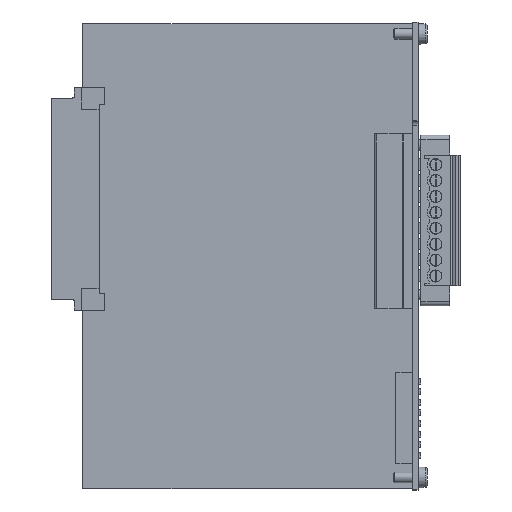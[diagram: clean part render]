
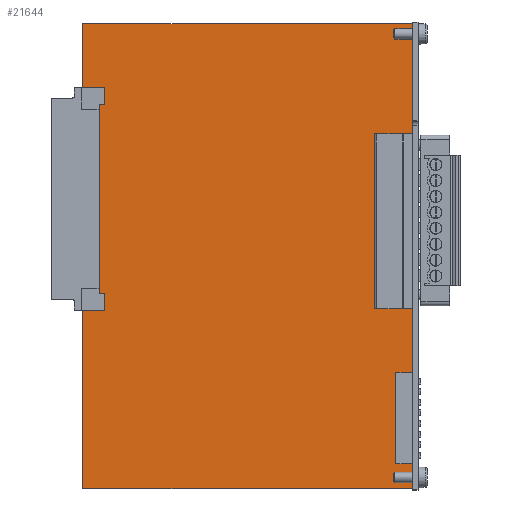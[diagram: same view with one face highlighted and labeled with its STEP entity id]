
A CAD part, top view. The second image highlights one B-rep face of the part: STEP entity #21644.
In plain terms, the highlighted planar face has unit normal (0, 0, 1).
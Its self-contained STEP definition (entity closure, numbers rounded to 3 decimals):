
#320=LINE('',#28298,#2159);
#321=LINE('',#28301,#2160);
#322=LINE('',#28303,#2161);
#323=LINE('',#28305,#2162);
#324=LINE('',#28307,#2163);
#325=LINE('',#28309,#2164);
#326=LINE('',#28311,#2165);
#327=LINE('',#28313,#2166);
#328=LINE('',#28315,#2167);
#329=LINE('',#28317,#2168);
#330=LINE('',#28319,#2169);
#331=LINE('',#28321,#2170);
#332=LINE('',#28323,#2171);
#333=LINE('',#28325,#2172);
#334=LINE('',#28327,#2173);
#335=LINE('',#28329,#2174);
#2159=VECTOR('',#23907,1000.);
#2160=VECTOR('',#23908,1000.);
#2161=VECTOR('',#23909,1000.);
#2162=VECTOR('',#23910,1000.);
#2163=VECTOR('',#23911,1000.);
#2164=VECTOR('',#23912,1000.);
#2165=VECTOR('',#23913,1000.);
#2166=VECTOR('',#23914,1000.);
#2167=VECTOR('',#23915,1000.);
#2168=VECTOR('',#23916,1000.);
#2169=VECTOR('',#23917,1000.);
#2170=VECTOR('',#23918,1000.);
#2171=VECTOR('',#23919,1000.);
#2172=VECTOR('',#23920,1000.);
#2173=VECTOR('',#23921,1000.);
#2174=VECTOR('',#23922,1000.);
#4013=ORIENTED_EDGE('',*,*,#8435,.F.);
#4014=ORIENTED_EDGE('',*,*,#8436,.T.);
#4015=ORIENTED_EDGE('',*,*,#8437,.T.);
#4016=ORIENTED_EDGE('',*,*,#8438,.T.);
#4017=ORIENTED_EDGE('',*,*,#8439,.F.);
#4018=ORIENTED_EDGE('',*,*,#8440,.T.);
#4019=ORIENTED_EDGE('',*,*,#8441,.T.);
#4020=ORIENTED_EDGE('',*,*,#8442,.T.);
#4021=ORIENTED_EDGE('',*,*,#8443,.F.);
#4022=ORIENTED_EDGE('',*,*,#8444,.F.);
#4023=ORIENTED_EDGE('',*,*,#8445,.F.);
#4024=ORIENTED_EDGE('',*,*,#8446,.T.);
#4025=ORIENTED_EDGE('',*,*,#8447,.T.);
#4026=ORIENTED_EDGE('',*,*,#8448,.T.);
#4027=ORIENTED_EDGE('',*,*,#8449,.T.);
#4028=ORIENTED_EDGE('',*,*,#8450,.F.);
#8435=EDGE_CURVE('',#10646,#10647,#320,.T.);
#8436=EDGE_CURVE('',#10646,#10648,#321,.T.);
#8437=EDGE_CURVE('',#10648,#10649,#322,.T.);
#8438=EDGE_CURVE('',#10649,#10650,#323,.T.);
#8439=EDGE_CURVE('',#10651,#10650,#324,.T.);
#8440=EDGE_CURVE('',#10651,#10652,#325,.T.);
#8441=EDGE_CURVE('',#10652,#10653,#326,.T.);
#8442=EDGE_CURVE('',#10653,#10654,#327,.T.);
#8443=EDGE_CURVE('',#10655,#10654,#328,.T.);
#8444=EDGE_CURVE('',#10656,#10655,#329,.T.);
#8445=EDGE_CURVE('',#10657,#10656,#330,.T.);
#8446=EDGE_CURVE('',#10657,#10658,#331,.T.);
#8447=EDGE_CURVE('',#10658,#10659,#332,.T.);
#8448=EDGE_CURVE('',#10659,#10660,#333,.T.);
#8449=EDGE_CURVE('',#10660,#10661,#334,.T.);
#8450=EDGE_CURVE('',#10647,#10661,#335,.T.);
#10646=VERTEX_POINT('',#28299);
#10647=VERTEX_POINT('',#28300);
#10648=VERTEX_POINT('',#28302);
#10649=VERTEX_POINT('',#28304);
#10650=VERTEX_POINT('',#28306);
#10651=VERTEX_POINT('',#28308);
#10652=VERTEX_POINT('',#28310);
#10653=VERTEX_POINT('',#28312);
#10654=VERTEX_POINT('',#28314);
#10655=VERTEX_POINT('',#28316);
#10656=VERTEX_POINT('',#28318);
#10657=VERTEX_POINT('',#28320);
#10658=VERTEX_POINT('',#28322);
#10659=VERTEX_POINT('',#28324);
#10660=VERTEX_POINT('',#28326);
#10661=VERTEX_POINT('',#28328);
#12414=EDGE_LOOP('',(#4013,#4014,#4015,#4016,#4017,#4018,#4019,#4020,#4021,
#4022,#4023,#4024,#4025,#4026,#4027,#4028));
#13503=FACE_BOUND('',#12414,.T.);
#14577=PLANE('',#22564);
#21644=ADVANCED_FACE('',(#13503),#14577,.T.);
#22564=AXIS2_PLACEMENT_3D('',#28297,#23905,#23906);
#23905=DIRECTION('',(0.,0.,1.));
#23906=DIRECTION('',(1.,0.,0.));
#23907=DIRECTION('',(-1.,0.,0.));
#23908=DIRECTION('',(0.,1.,0.));
#23909=DIRECTION('',(-1.,0.,0.));
#23910=DIRECTION('',(0.,1.,0.));
#23911=DIRECTION('',(-1.,0.,0.));
#23912=DIRECTION('',(0.,1.,0.));
#23913=DIRECTION('',(-1.,0.,0.));
#23914=DIRECTION('',(0.,-1.,0.));
#23915=DIRECTION('',(-1.,0.,0.));
#23916=DIRECTION('',(0.,1.,0.));
#23917=DIRECTION('',(1.,0.,0.));
#23918=DIRECTION('',(0.,-1.,0.));
#23919=DIRECTION('',(1.,0.,0.));
#23920=DIRECTION('',(0.,1.,0.));
#23921=DIRECTION('',(-1.,0.,0.));
#23922=DIRECTION('',(0.,-1.,0.));
#28297=CARTESIAN_POINT('',(0.,0.,0.));
#28298=CARTESIAN_POINT('',(43.5,-27.99,0.));
#28299=CARTESIAN_POINT('',(42.5,-27.99,0.));
#28300=CARTESIAN_POINT('',(38.5,-27.99,0.));
#28301=CARTESIAN_POINT('',(42.5,-55.7,0.));
#28302=CARTESIAN_POINT('',(42.5,-12.65,0.));
#28303=CARTESIAN_POINT('',(43.5,-12.65,0.));
#28304=CARTESIAN_POINT('',(33.4,-12.65,0.));
#28305=CARTESIAN_POINT('',(33.4,-12.65,0.));
#28306=CARTESIAN_POINT('',(33.4,29.25,0.));
#28307=CARTESIAN_POINT('',(43.5,29.25,0.));
#28308=CARTESIAN_POINT('',(42.5,29.25,0.));
#28309=CARTESIAN_POINT('',(42.5,-55.7,0.));
#28310=CARTESIAN_POINT('',(42.5,55.7,0.));
#28311=CARTESIAN_POINT('',(42.5,55.7,0.));
#28312=CARTESIAN_POINT('',(-36.5,55.7,0.));
#28313=CARTESIAN_POINT('',(-36.5,55.7,0.));
#28314=CARTESIAN_POINT('',(-36.5,40.348,0.));
#28315=CARTESIAN_POINT('',(-31.3,40.348,0.));
#28316=CARTESIAN_POINT('',(-32.6,40.348,0.));
#28317=CARTESIAN_POINT('',(-32.6,-8.902,0.));
#28318=CARTESIAN_POINT('',(-32.6,-12.992,0.));
#28319=CARTESIAN_POINT('',(-38.55,-12.992,0.));
#28320=CARTESIAN_POINT('',(-36.5,-12.992,0.));
#28321=CARTESIAN_POINT('',(-36.5,55.7,0.));
#28322=CARTESIAN_POINT('',(-36.5,-55.7,0.));
#28323=CARTESIAN_POINT('',(-36.5,-55.7,0.));
#28324=CARTESIAN_POINT('',(42.5,-55.7,0.));
#28325=CARTESIAN_POINT('',(42.5,-55.7,0.));
#28326=CARTESIAN_POINT('',(42.5,-49.79,0.));
#28327=CARTESIAN_POINT('',(43.5,-49.79,0.));
#28328=CARTESIAN_POINT('',(38.5,-49.79,0.));
#28329=CARTESIAN_POINT('',(38.5,-27.99,0.));
